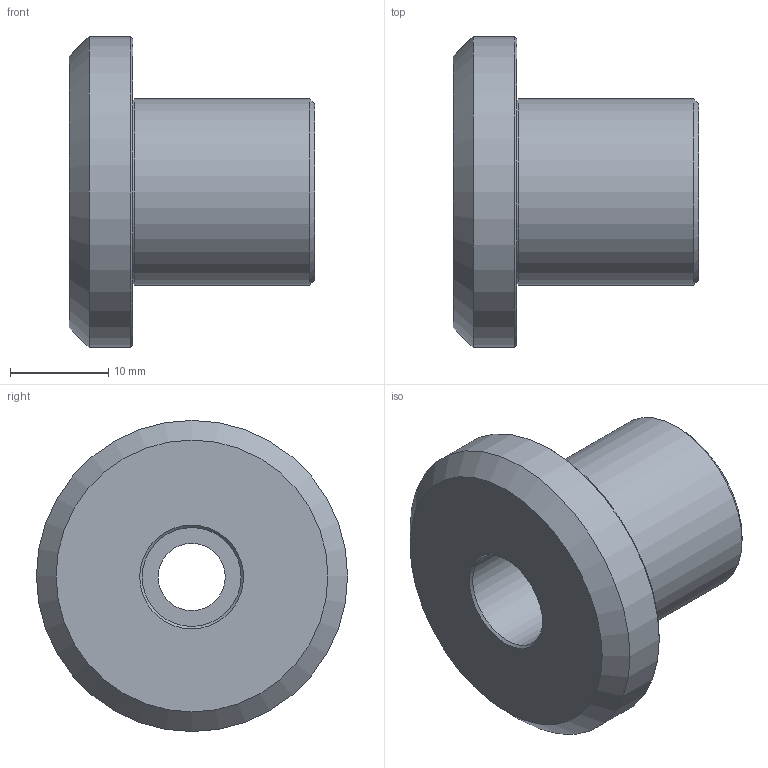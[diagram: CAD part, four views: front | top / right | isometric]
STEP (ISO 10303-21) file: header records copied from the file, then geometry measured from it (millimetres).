
FILE_DESCRIPTION(/* description */ (''),/* implementation_level */ '2;1');
FILE_NAME(/* name */ 'SSA.750-Cap.step',/* time_stamp */ '2025-11-05T18:08:36-06:00',/* author */ (''),/* organization */ (''),/* preprocessor_version */ 'ST-DEVELOPER v20.1',/* originating_system */ 'Autodesk Translation Framework v14.17.0.0',/* authorisation */ '');
FILE_SCHEMA (('AUTOMOTIVE_DESIGN { 1 0 10303 214 3 1 1 }'));
Length unit declared in the file: inch
Products named in the file (1): SSA 3/4-CAP
Bounding box: 25.02 x 31.75 x 31.75 mm (x, y, z)
Volume: 8867.1 mm3; surface area: 3768.4 mm2
Topology: 1 solids, 1 shells, 17 faces, 31 edges, 20 vertices
Faces by surface type: plane 6, cylinder 6, cone 5
Full cylindrical faces by diameter (mm): 6.858 x1, 10.084 x1, 18.793 x1, 19.05 x1, 20.571 x1, 31.75 x1
Entity records: 476 total; most frequent: DIRECTION 87, CARTESIAN_POINT 69, ORIENTED_EDGE 62, AXIS2_PLACEMENT_3D 38, EDGE_CURVE 31, EDGE_LOOP 23, CIRCLE 20, VERTEX_POINT 20
